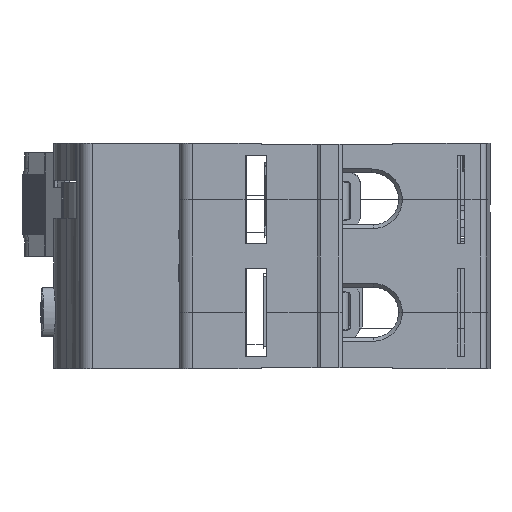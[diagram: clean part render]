
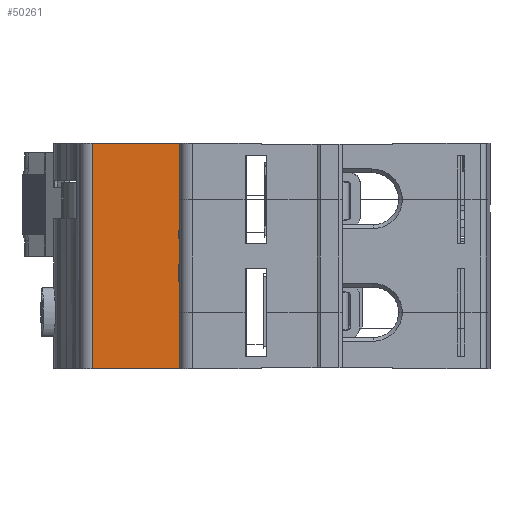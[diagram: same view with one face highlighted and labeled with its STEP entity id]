
A CAD part, left-side view. The second image highlights one B-rep face of the part: STEP entity #50261.
In plain terms, the highlighted planar face has unit normal (-1, 0, 0).
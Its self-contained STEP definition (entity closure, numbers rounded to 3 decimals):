
#8920 = CARTESIAN_POINT ( 'NONE',  ( -22.5, 28.7, 18. ) ) ;
#8951 = CARTESIAN_POINT ( 'NONE',  ( -22.5, 28.7, -18. ) ) ;
#9000 = DIRECTION ( 'NONE',  ( 0., 1., 0. ) ) ;
#9001 = VECTOR ( 'NONE', #9000, 1000. ) ;
#9002 = CARTESIAN_POINT ( 'NONE',  ( -22.5, 14.7, 18. ) ) ;
#9003 = LINE ( 'NONE', #9002, #9001 ) ;
#9008 = DIRECTION ( 'NONE',  ( 0., 0., -1. ) ) ;
#9009 = VECTOR ( 'NONE', #9008, 1000. ) ;
#9011 = CARTESIAN_POINT ( 'NONE',  ( -22.5, 14.7, 1.5 ) ) ;
#9012 = LINE ( 'NONE', #9011, #9009 ) ;
#27713 = DIRECTION ( 'NONE',  ( 0., 0., 1. ) ) ;
#27716 = DIRECTION ( 'NONE',  ( -1., 0., 0. ) ) ;
#27717 = CARTESIAN_POINT ( 'NONE',  ( -22.5, 14.7, 1.5 ) ) ;
#27762 = DIRECTION ( 'NONE',  ( 0., 1., 0. ) ) ;
#27763 = VECTOR ( 'NONE', #27762, 1000. ) ;
#27764 = LINE ( 'NONE', #27772, #27763 ) ;
#27768 = CARTESIAN_POINT ( 'NONE',  ( -22.5, 14.7, -18. ) ) ;
#27772 = CARTESIAN_POINT ( 'NONE',  ( -22.5, 14.7, -18. ) ) ;
#27834 = AXIS2_PLACEMENT_3D ( 'NONE', #27717, #27716, #27713 ) ;
#27896 = DIRECTION ( 'NONE',  ( 0., 0., -1. ) ) ;
#27897 = VECTOR ( 'NONE', #27896, 1000. ) ;
#27900 = CARTESIAN_POINT ( 'NONE',  ( -22.5, 28.7, 1.5 ) ) ;
#27901 = LINE ( 'NONE', #27900, #27897 ) ;
#27913 = CARTESIAN_POINT ( 'NONE',  ( -22.5, 14.7, 18. ) ) ;
#27956 = PLANE ( 'NONE',  #27834 ) ;
#27960 = FACE_OUTER_BOUND ( 'NONE', #50238, .T. ) ;
#50121 = ORIENTED_EDGE ( 'NONE', *, *, #50123, .F. ) ;
#50122 = ORIENTED_EDGE ( 'NONE', *, *, #50234, .F. ) ;
#50123 = EDGE_CURVE ( 'NONE', #50233, #50235, #9012, .T. ) ;
#50125 = EDGE_CURVE ( 'NONE', #50233, #50156, #9003, .T. ) ;
#50126 = ORIENTED_EDGE ( 'NONE', *, *, #50125, .T. ) ;
#50156 = VERTEX_POINT ( 'NONE', #8920 ) ;
#50160 = VERTEX_POINT ( 'NONE', #8951 ) ;
#50230 = EDGE_CURVE ( 'NONE', #50156, #50160, #27901, .T. ) ;
#50233 = VERTEX_POINT ( 'NONE', #27913 ) ;
#50234 = EDGE_CURVE ( 'NONE', #50235, #50160, #27764, .T. ) ;
#50235 = VERTEX_POINT ( 'NONE', #27768 ) ;
#50238 = EDGE_LOOP ( 'NONE', ( #50267, #50122, #50121, #50126 ) ) ;
#50261 = ADVANCED_FACE ( 'NONE', ( #27960 ), #27956, .T. ) ;
#50267 = ORIENTED_EDGE ( 'NONE', *, *, #50230, .T. ) ;
